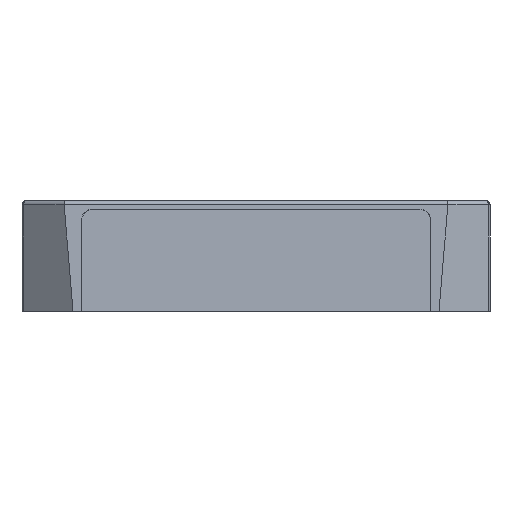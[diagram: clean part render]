
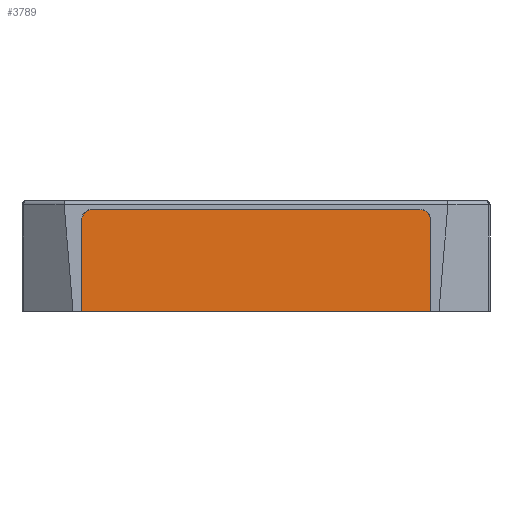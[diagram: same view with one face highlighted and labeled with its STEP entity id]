
A CAD part, left-side view. The second image highlights one B-rep face of the part: STEP entity #3789.
In plain terms, the highlighted face is planar.
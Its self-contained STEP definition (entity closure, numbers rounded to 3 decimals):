
#588 = ORIENTED_EDGE ( 'NONE', *, *, #3139, .F. ) ;
#1432 = VERTEX_POINT ( 'NONE', #18258 ) ;
#1722 = CARTESIAN_POINT ( 'NONE',  ( 40.95, 11.409, 0. ) ) ;
#2301 = ORIENTED_EDGE ( 'NONE', *, *, #12833, .T. ) ;
#2353 = CARTESIAN_POINT ( 'NONE',  ( 40.95, 11.409, 0. ) ) ;
#2429 = CARTESIAN_POINT ( 'NONE',  ( 40.95, 10.211, 22.864 ) ) ;
#2588 = CARTESIAN_POINT ( 'NONE',  ( -38.45, 10.156, 23.9 ) ) ;
#3139 = EDGE_CURVE ( 'NONE', #3165, #17532, #17912, .T. ) ;
#3165 = VERTEX_POINT ( 'NONE', #8318 ) ;
#3254 = DIRECTION ( 'NONE',  ( 0., 0.052, -0.999 ) ) ;
#3448 = CARTESIAN_POINT ( 'NONE',  ( 40.95, 11.409, 0. ) ) ;
#3694 = VECTOR ( 'NONE', #15020, 1000. ) ;
#3789 = ADVANCED_FACE ( 'NONE', ( #10598 ), #16590, .T. ) ;
#4573 = EDGE_CURVE ( 'NONE', #11757, #1432, #6708, .T. ) ;
#4610 = DIRECTION ( 'NONE',  ( -1., 0., 0. ) ) ;
#4932 = VECTOR ( 'NONE', #3254, 1000. ) ;
#4985 = LINE ( 'NONE', #1722, #3694 ) ;
#6253 = CARTESIAN_POINT ( 'NONE',  ( 0., 11.409, 0. ) ) ;
#6586 = VECTOR ( 'NONE', #17937, 1000. ) ;
#6708 =( BOUNDED_CURVE ( )  B_SPLINE_CURVE ( 3, ( #14918, #18009, #7609, #16473 ),
 .UNSPECIFIED., .F., .T. ) 
 B_SPLINE_CURVE_WITH_KNOTS ( ( 4, 4 ),
 ( 3.142, 4.712 ),
 .UNSPECIFIED. ) 
 CURVE ( )  GEOMETRIC_REPRESENTATION_ITEM ( )  RATIONAL_B_SPLINE_CURVE ( ( 1., 0.805, 0.805, 1. ) ) 
 REPRESENTATION_ITEM ( '' )  );
#7609 = CARTESIAN_POINT ( 'NONE',  ( -40.95, 10.211, 22.864 ) ) ;
#8279 = EDGE_LOOP ( 'NONE', ( #12971, #11167, #2301, #13899, #17177, #588 ) ) ;
#8318 = CARTESIAN_POINT ( 'NONE',  ( 40.95, 10.287, 21.4 ) ) ;
#9543 = CARTESIAN_POINT ( 'NONE',  ( -40.95, 11.409, 0. ) ) ;
#10263 = VECTOR ( 'NONE', #13321, 1000. ) ;
#10598 = FACE_OUTER_BOUND ( 'NONE', #8279, .T. ) ;
#11167 = ORIENTED_EDGE ( 'NONE', *, *, #16827, .T. ) ;
#11687 = LINE ( 'NONE', #13414, #10263 ) ;
#11714 = CARTESIAN_POINT ( 'NONE',  ( 38.45, 10.156, 23.9 ) ) ;
#11757 = VERTEX_POINT ( 'NONE', #2588 ) ;
#12153 = EDGE_CURVE ( 'NONE', #17532, #11757, #11687, .T. ) ;
#12410 = LINE ( 'NONE', #3448, #4932 ) ;
#12833 = EDGE_CURVE ( 'NONE', #18335, #1432, #15234, .T. ) ;
#12971 = ORIENTED_EDGE ( 'NONE', *, *, #18888, .T. ) ;
#13321 = DIRECTION ( 'NONE',  ( -1., 0., 0. ) ) ;
#13414 = CARTESIAN_POINT ( 'NONE',  ( 0., 10.156, 23.9 ) ) ;
#13899 = ORIENTED_EDGE ( 'NONE', *, *, #4573, .F. ) ;
#14195 = CARTESIAN_POINT ( 'NONE',  ( 39.914, 10.156, 23.9 ) ) ;
#14918 = CARTESIAN_POINT ( 'NONE',  ( -38.45, 10.156, 23.9 ) ) ;
#15020 = DIRECTION ( 'NONE',  ( -1., 0., 0. ) ) ;
#15234 = LINE ( 'NONE', #9543, #6586 ) ;
#15646 = CARTESIAN_POINT ( 'NONE',  ( 38.45, 10.156, 23.9 ) ) ;
#15841 = CARTESIAN_POINT ( 'NONE',  ( 40.95, 10.287, 21.4 ) ) ;
#16473 = CARTESIAN_POINT ( 'NONE',  ( -40.95, 10.287, 21.4 ) ) ;
#16504 = AXIS2_PLACEMENT_3D ( 'NONE', #6253, #17836, #4610 ) ;
#16590 = PLANE ( 'NONE',  #16504 ) ;
#16827 = EDGE_CURVE ( 'NONE', #17805, #18335, #4985, .T. ) ;
#17177 = ORIENTED_EDGE ( 'NONE', *, *, #12153, .F. ) ;
#17532 = VERTEX_POINT ( 'NONE', #11714 ) ;
#17805 = VERTEX_POINT ( 'NONE', #2353 ) ;
#17836 = DIRECTION ( 'NONE',  ( 0., 0.999, 0.052 ) ) ;
#17912 =( BOUNDED_CURVE ( )  B_SPLINE_CURVE ( 3, ( #15841, #2429, #14195, #15646 ),
 .UNSPECIFIED., .F., .T. ) 
 B_SPLINE_CURVE_WITH_KNOTS ( ( 4, 4 ),
 ( 4.712, 6.283 ),
 .UNSPECIFIED. ) 
 CURVE ( )  GEOMETRIC_REPRESENTATION_ITEM ( )  RATIONAL_B_SPLINE_CURVE ( ( 1., 0.805, 0.805, 1. ) ) 
 REPRESENTATION_ITEM ( '' )  );
#17937 = DIRECTION ( 'NONE',  ( 0., -0.052, 0.999 ) ) ;
#18009 = CARTESIAN_POINT ( 'NONE',  ( -39.914, 10.156, 23.9 ) ) ;
#18258 = CARTESIAN_POINT ( 'NONE',  ( -40.95, 10.287, 21.4 ) ) ;
#18335 = VERTEX_POINT ( 'NONE', #18564 ) ;
#18564 = CARTESIAN_POINT ( 'NONE',  ( -40.95, 11.409, 0. ) ) ;
#18888 = EDGE_CURVE ( 'NONE', #3165, #17805, #12410, .T. ) ;
